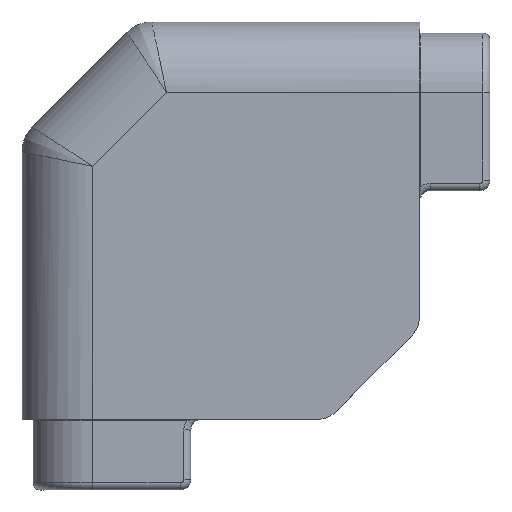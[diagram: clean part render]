
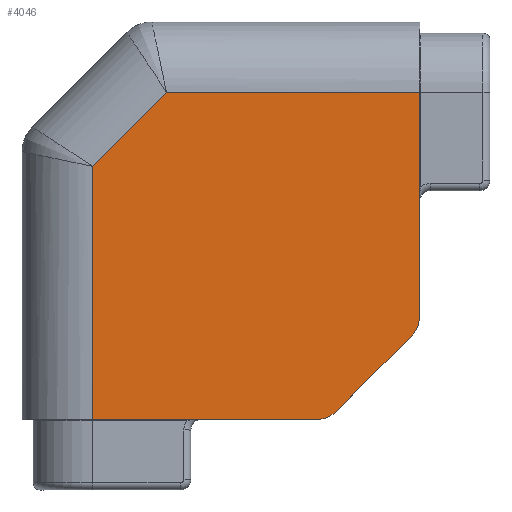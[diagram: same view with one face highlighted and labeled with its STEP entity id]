
A CAD part, top view. The second image highlights one B-rep face of the part: STEP entity #4046.
In plain terms, the highlighted planar face has unit normal (0, 0, 1).
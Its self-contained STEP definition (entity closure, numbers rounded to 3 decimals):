
#39 = CARTESIAN_POINT ( 'NONE',  ( 110.657, -89.343, 20. ) ) ;
#61 = VERTEX_POINT ( 'NONE', #1620 ) ;
#132 = FACE_OUTER_BOUND ( 'NONE', #2640, .T. ) ;
#568 = CARTESIAN_POINT ( 'NONE',  ( 83.686, -105., 20. ) ) ;
#572 = AXIS2_PLACEMENT_3D ( 'NONE', #568, #1979, #912 ) ;
#595 = EDGE_CURVE ( 'NONE', #2539, #61, #1333, .T. ) ;
#638 = CARTESIAN_POINT ( 'NONE',  ( 113., -20., 20. ) ) ;
#680 = CARTESIAN_POINT ( 'NONE',  ( 113., -113., 20. ) ) ;
#728 = ORIENTED_EDGE ( 'NONE', *, *, #4098, .T. ) ;
#912 = DIRECTION ( 'NONE',  ( 1., 0., 0. ) ) ;
#926 = DIRECTION ( 'NONE',  ( 0., -1., 0. ) ) ;
#944 = EDGE_CURVE ( 'NONE', #3748, #3374, #3277, .T. ) ;
#963 = CIRCLE ( 'NONE', #2430, 8. ) ;
#1024 = CARTESIAN_POINT ( 'NONE',  ( 113., 0., 20. ) ) ;
#1153 = VERTEX_POINT ( 'NONE', #2805 ) ;
#1276 = CARTESIAN_POINT ( 'NONE',  ( 86.55, -113.45, 20. ) ) ;
#1300 = VERTEX_POINT ( 'NONE', #3505 ) ;
#1303 = EDGE_CURVE ( 'NONE', #3599, #2539, #3894, .T. ) ;
#1333 = CIRCLE ( 'NONE', #572, 8. ) ;
#1445 = PLANE ( 'NONE',  #1593 ) ;
#1489 = DIRECTION ( 'NONE',  ( 1., 0., 0. ) ) ;
#1593 = AXIS2_PLACEMENT_3D ( 'NONE', #3242, #3578, #1489 ) ;
#1617 = LINE ( 'NONE', #2347, #4277 ) ;
#1620 = CARTESIAN_POINT ( 'NONE',  ( 89.343, -110.657, 20. ) ) ;
#1635 = DIRECTION ( 'NONE',  ( 0.707, 0.707, 0. ) ) ;
#1673 = CARTESIAN_POINT ( 'NONE',  ( 20., -113., 20. ) ) ;
#1790 = ORIENTED_EDGE ( 'NONE', *, *, #2639, .T. ) ;
#1823 = CARTESIAN_POINT ( 'NONE',  ( 36.899, -20., 20. ) ) ;
#1833 = DIRECTION ( 'NONE',  ( -0.707, -0.707, 0. ) ) ;
#1947 = CARTESIAN_POINT ( 'NONE',  ( 105., -83.686, 20. ) ) ;
#1979 = DIRECTION ( 'NONE',  ( 0., 0., 1. ) ) ;
#1988 = VERTEX_POINT ( 'NONE', #39 ) ;
#2019 = ORIENTED_EDGE ( 'NONE', *, *, #595, .T. ) ;
#2065 = VECTOR ( 'NONE', #3487, 1000. ) ;
#2224 = CARTESIAN_POINT ( 'NONE',  ( 17.071, -43.971, 20. ) ) ;
#2317 = DIRECTION ( 'NONE',  ( 1., 0., 0. ) ) ;
#2319 = EDGE_CURVE ( 'NONE', #61, #1988, #2398, .T. ) ;
#2347 = CARTESIAN_POINT ( 'NONE',  ( 20., -113., 20. ) ) ;
#2398 = LINE ( 'NONE', #1276, #3237 ) ;
#2430 = AXIS2_PLACEMENT_3D ( 'NONE', #1947, #4335, #2317 ) ;
#2450 = ORIENTED_EDGE ( 'NONE', *, *, #2319, .T. ) ;
#2539 = VERTEX_POINT ( 'NONE', #3288 ) ;
#2569 = VECTOR ( 'NONE', #1833, 1000. ) ;
#2639 = EDGE_CURVE ( 'NONE', #1988, #1153, #963, .T. ) ;
#2640 = EDGE_LOOP ( 'NONE', ( #3260, #2019, #2450, #1790, #3357, #3795, #728, #3308 ) ) ;
#2805 = CARTESIAN_POINT ( 'NONE',  ( 113., -83.686, 20. ) ) ;
#3002 = VECTOR ( 'NONE', #3840, 1000. ) ;
#3218 = LINE ( 'NONE', #1024, #2065 ) ;
#3237 = VECTOR ( 'NONE', #1635, 1000. ) ;
#3242 = CARTESIAN_POINT ( 'NONE',  ( 10., -36.899, 20. ) ) ;
#3260 = ORIENTED_EDGE ( 'NONE', *, *, #1303, .T. ) ;
#3277 = LINE ( 'NONE', #1823, #4153 ) ;
#3288 = CARTESIAN_POINT ( 'NONE',  ( 83.686, -113., 20. ) ) ;
#3308 = ORIENTED_EDGE ( 'NONE', *, *, #3443, .T. ) ;
#3357 = ORIENTED_EDGE ( 'NONE', *, *, #3893, .T. ) ;
#3374 = VERTEX_POINT ( 'NONE', #3683 ) ;
#3443 = EDGE_CURVE ( 'NONE', #1300, #3599, #1617, .T. ) ;
#3487 = DIRECTION ( 'NONE',  ( 0., 1., 0. ) ) ;
#3505 = CARTESIAN_POINT ( 'NONE',  ( 20., -41.042, 20. ) ) ;
#3578 = DIRECTION ( 'NONE',  ( 0., 0., 1. ) ) ;
#3599 = VERTEX_POINT ( 'NONE', #1673 ) ;
#3683 = CARTESIAN_POINT ( 'NONE',  ( 41.042, -20., 20. ) ) ;
#3748 = VERTEX_POINT ( 'NONE', #638 ) ;
#3795 = ORIENTED_EDGE ( 'NONE', *, *, #944, .T. ) ;
#3840 = DIRECTION ( 'NONE',  ( 1., 0., 0. ) ) ;
#3893 = EDGE_CURVE ( 'NONE', #1153, #3748, #3218, .T. ) ;
#3894 = LINE ( 'NONE', #680, #3002 ) ;
#3903 = DIRECTION ( 'NONE',  ( -1., 0., 0. ) ) ;
#4046 = ADVANCED_FACE ( 'NONE', ( #132 ), #1445, .T. ) ;
#4098 = EDGE_CURVE ( 'NONE', #3374, #1300, #4346, .T. ) ;
#4153 = VECTOR ( 'NONE', #3903, 1000. ) ;
#4277 = VECTOR ( 'NONE', #926, 1000. ) ;
#4335 = DIRECTION ( 'NONE',  ( 0., 0., 1. ) ) ;
#4346 = LINE ( 'NONE', #2224, #2569 ) ;
